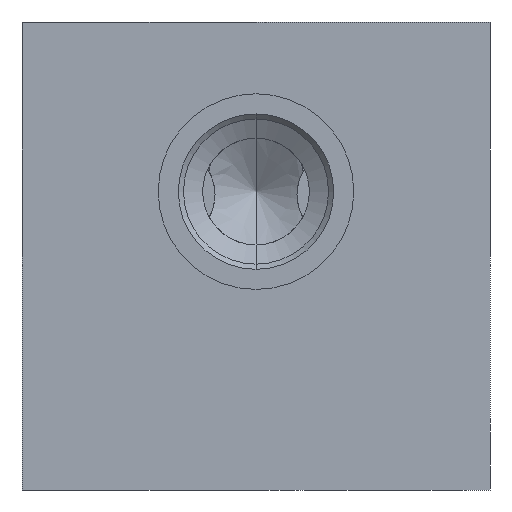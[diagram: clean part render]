
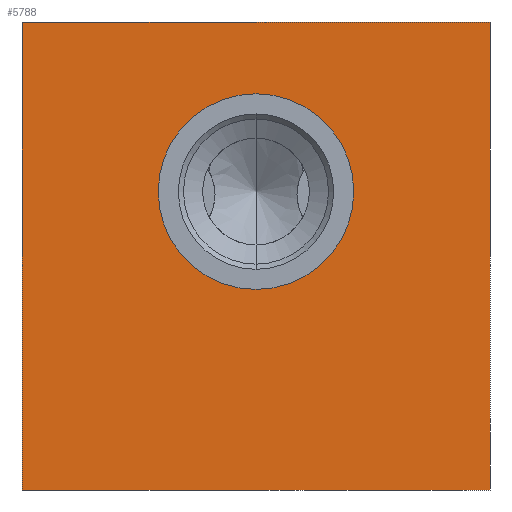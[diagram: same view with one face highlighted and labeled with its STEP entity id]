
A CAD part, left-side view. The second image highlights one B-rep face of the part: STEP entity #5788.
In plain terms, the highlighted planar face has unit normal (-1, 0, 0).
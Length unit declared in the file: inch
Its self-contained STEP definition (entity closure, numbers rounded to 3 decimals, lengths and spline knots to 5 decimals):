
#1=DIRECTION('',(0.,-1.,0.));
#2=VECTOR('',#1,5.);
#3=CARTESIAN_POINT('',(0.,0.,0.));
#4=LINE('',#3,#2);
#47=DIRECTION('',(0.,0.,1.));
#48=VECTOR('',#47,5.);
#49=CARTESIAN_POINT('',(0.,0.,0.));
#50=LINE('',#49,#48);
#51=CARTESIAN_POINT('',(0.,-2.5,3.188));
#52=DIRECTION('',(1.,0.,0.));
#53=DIRECTION('',(0.,0.,-1.));
#54=AXIS2_PLACEMENT_3D('',#51,#52,#53);
#56=CARTESIAN_POINT('',(0.,-2.5,3.188));
#57=DIRECTION('',(1.,0.,0.));
#58=DIRECTION('',(0.,0.,1.));
#59=AXIS2_PLACEMENT_3D('',#56,#57,#58);
#139=DIRECTION('',(0.,0.,1.));
#140=VECTOR('',#139,5.);
#141=CARTESIAN_POINT('',(0.,-5.,0.));
#142=LINE('',#141,#140);
#163=DIRECTION('',(0.,-1.,0.));
#164=VECTOR('',#163,5.);
#165=CARTESIAN_POINT('',(0.,0.,5.));
#166=LINE('',#165,#164);
#5083=CARTESIAN_POINT('',(0.,0.,0.));
#5084=CARTESIAN_POINT('',(0.,-5.,0.));
#5085=VERTEX_POINT('',#5083);
#5086=VERTEX_POINT('',#5084);
#5091=CARTESIAN_POINT('',(0.,0.,5.));
#5092=CARTESIAN_POINT('',(0.,-5.,5.));
#5093=VERTEX_POINT('',#5091);
#5094=VERTEX_POINT('',#5092);
#5347=CARTESIAN_POINT('',(0.,-2.5,2.143));
#5348=CARTESIAN_POINT('',(0.,-2.5,4.233));
#5349=VERTEX_POINT('',#5347);
#5350=VERTEX_POINT('',#5348);
#5768=CARTESIAN_POINT('',(0.,0.,0.));
#5769=DIRECTION('',(-1.,0.,0.));
#5770=DIRECTION('',(0.,-1.,0.));
#5771=AXIS2_PLACEMENT_3D('',#5768,#5769,#5770);
#5772=PLANE('',#5771);
#5773=ORIENTED_EDGE('',*,*,#5739,.F.);
#5775=ORIENTED_EDGE('',*,*,#5774,.T.);
#5777=ORIENTED_EDGE('',*,*,#5776,.T.);
#5779=ORIENTED_EDGE('',*,*,#5778,.F.);
#5780=EDGE_LOOP('',(#5773,#5775,#5777,#5779));
#5781=FACE_OUTER_BOUND('',#5780,.F.);
#5783=ORIENTED_EDGE('',*,*,#5782,.F.);
#5785=ORIENTED_EDGE('',*,*,#5784,.F.);
#5786=EDGE_LOOP('',(#5783,#5785));
#5787=FACE_BOUND('',#5786,.F.);
#5788=ADVANCED_FACE('',(#5781,#5787),#5772,.T.);
#55=CIRCLE('',#54,1.045);
#60=CIRCLE('',#59,1.045);
#5739=EDGE_CURVE('',#5085,#5086,#4,.T.);
#5774=EDGE_CURVE('',#5085,#5093,#50,.T.);
#5776=EDGE_CURVE('',#5093,#5094,#166,.T.);
#5778=EDGE_CURVE('',#5086,#5094,#142,.T.);
#5782=EDGE_CURVE('',#5349,#5350,#55,.T.);
#5784=EDGE_CURVE('',#5350,#5349,#60,.T.);
